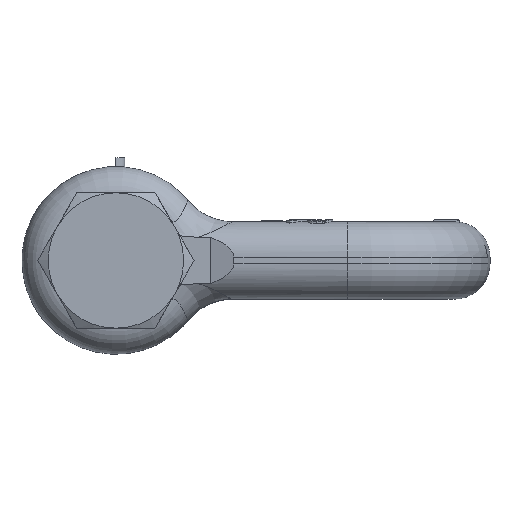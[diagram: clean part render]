
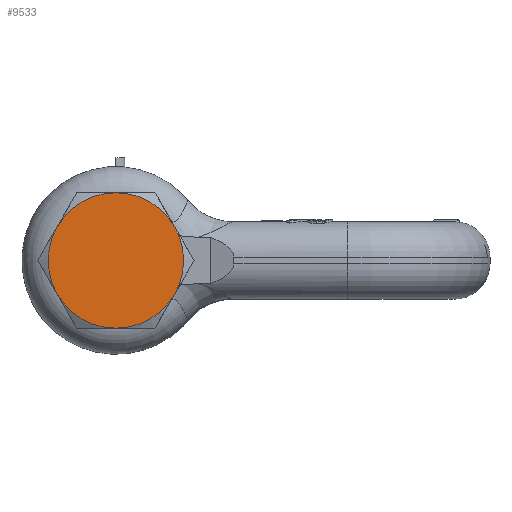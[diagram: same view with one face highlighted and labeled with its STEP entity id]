
A CAD part, left-side view. The second image highlights one B-rep face of the part: STEP entity #9533.
In plain terms, the highlighted planar face has unit normal (-1, 0, 0).
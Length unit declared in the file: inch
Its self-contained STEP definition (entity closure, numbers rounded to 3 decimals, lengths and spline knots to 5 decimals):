
#9040=CARTESIAN_POINT('',(-1.835,0.,0.));
#9041=DIRECTION('',(-1.,0.,0.));
#9042=DIRECTION('',(0.,0.,-1.));
#9043=AXIS2_PLACEMENT_3D('',#9040,#9041,#9042);
#9045=CARTESIAN_POINT('',(-1.835,0.,0.));
#9046=DIRECTION('',(-1.,0.,0.));
#9047=DIRECTION('',(0.,0.866,-0.5));
#9048=AXIS2_PLACEMENT_3D('',#9045,#9046,#9047);
#9050=CARTESIAN_POINT('',(-1.835,0.,0.));
#9051=DIRECTION('',(-1.,0.,0.));
#9052=DIRECTION('',(0.,0.866,0.5));
#9053=AXIS2_PLACEMENT_3D('',#9050,#9051,#9052);
#9055=CARTESIAN_POINT('',(-1.835,0.,0.));
#9056=DIRECTION('',(-1.,0.,0.));
#9057=DIRECTION('',(0.,0.,1.));
#9058=AXIS2_PLACEMENT_3D('',#9055,#9056,#9057);
#9060=CARTESIAN_POINT('',(-1.835,0.,0.));
#9061=DIRECTION('',(-1.,0.,0.));
#9062=DIRECTION('',(0.,-0.866,0.5));
#9063=AXIS2_PLACEMENT_3D('',#9060,#9061,#9062);
#9065=CARTESIAN_POINT('',(-1.835,0.,0.));
#9066=DIRECTION('',(-1.,0.,0.));
#9067=DIRECTION('',(0.,-0.866,-0.5));
#9068=AXIS2_PLACEMENT_3D('',#9065,#9066,#9067);
#9082=CARTESIAN_POINT('',(-1.835,0.,-0.656));
#9083=CARTESIAN_POINT('',(-1.835,-0.56811,-0.328));
#9084=VERTEX_POINT('',#9082);
#9085=VERTEX_POINT('',#9083);
#9086=CARTESIAN_POINT('',(-1.835,-0.56811,0.328));
#9087=VERTEX_POINT('',#9086);
#9088=CARTESIAN_POINT('',(-1.835,0.,0.656));
#9089=VERTEX_POINT('',#9088);
#9090=CARTESIAN_POINT('',(-1.835,0.56811,0.328));
#9091=VERTEX_POINT('',#9090);
#9092=CARTESIAN_POINT('',(-1.835,0.56811,-0.328));
#9093=VERTEX_POINT('',#9092);
#9520=CARTESIAN_POINT('',(-1.835,0.,0.));
#9521=DIRECTION('',(-1.,0.,0.));
#9522=DIRECTION('',(0.,0.,1.));
#9523=AXIS2_PLACEMENT_3D('',#9520,#9521,#9522);
#9524=PLANE('',#9523);
#9525=ORIENTED_EDGE('',*,*,#9229,.F.);
#9526=ORIENTED_EDGE('',*,*,#9169,.F.);
#9527=ORIENTED_EDGE('',*,*,#9155,.F.);
#9528=ORIENTED_EDGE('',*,*,#9141,.F.);
#9529=ORIENTED_EDGE('',*,*,#9257,.F.);
#9530=ORIENTED_EDGE('',*,*,#9243,.F.);
#9531=EDGE_LOOP('',(#9525,#9526,#9527,#9528,#9529,#9530));
#9532=FACE_OUTER_BOUND('',#9531,.F.);
#9533=ADVANCED_FACE('',(#9532),#9524,.T.);
#9044=CIRCLE('',#9043,0.656);
#9049=CIRCLE('',#9048,0.656);
#9054=CIRCLE('',#9053,0.656);
#9059=CIRCLE('',#9058,0.656);
#9064=CIRCLE('',#9063,0.656);
#9069=CIRCLE('',#9068,0.656);
#9141=EDGE_CURVE('',#9089,#9091,#9059,.T.);
#9155=EDGE_CURVE('',#9091,#9093,#9054,.T.);
#9169=EDGE_CURVE('',#9093,#9084,#9049,.T.);
#9229=EDGE_CURVE('',#9084,#9085,#9044,.T.);
#9243=EDGE_CURVE('',#9085,#9087,#9069,.T.);
#9257=EDGE_CURVE('',#9087,#9089,#9064,.T.);
